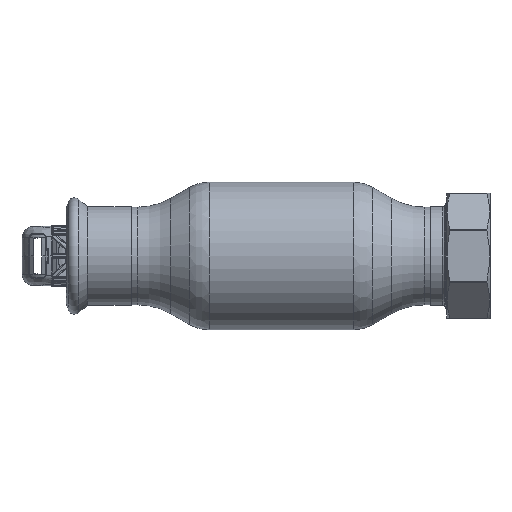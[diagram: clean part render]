
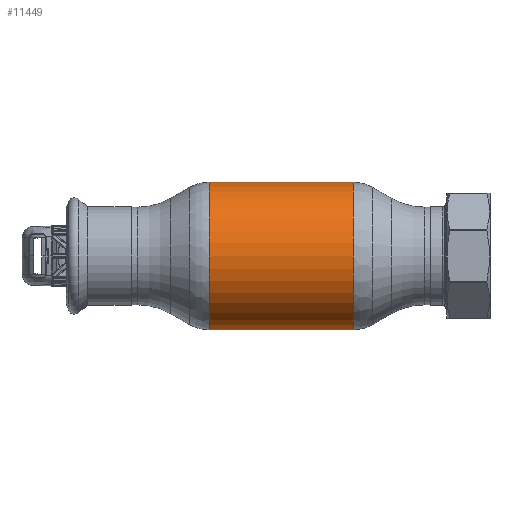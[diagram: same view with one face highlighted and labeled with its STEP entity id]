
A CAD part, front view. The second image highlights one B-rep face of the part: STEP entity #11449.
In plain terms, the highlighted cylindrical face has radius 34 mm (diameter 68 mm), a partial arc.
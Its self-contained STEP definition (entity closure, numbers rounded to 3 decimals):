
#263 = CARTESIAN_POINT ( 'NONE',  ( 62.69, 0., -34. ) ) ;
#603 = ORIENTED_EDGE ( 'NONE', *, *, #53342, .T. ) ;
#760 = VERTEX_POINT ( 'NONE', #22402 ) ;
#910 = AXIS2_PLACEMENT_3D ( 'NONE', #3135, #42423, #48076 ) ;
#1073 = ORIENTED_EDGE ( 'NONE', *, *, #62602, .F. ) ;
#1667 = CARTESIAN_POINT ( 'NONE',  ( 62.69, 0., 34. ) ) ;
#3135 = CARTESIAN_POINT ( 'NONE',  ( -33.177, 0., 0. ) ) ;
#3675 = EDGE_LOOP ( 'NONE', ( #64197, #35125, #603, #1073 ) ) ;
#5766 = LINE ( 'NONE', #263, #51771 ) ;
#6052 = DIRECTION ( 'NONE',  ( 0., 0., -1. ) ) ;
#9433 = CARTESIAN_POINT ( 'NONE',  ( 33.177, 0., 34. ) ) ;
#10274 = AXIS2_PLACEMENT_3D ( 'NONE', #30684, #35891, #6052 ) ;
#11449 = ADVANCED_FACE ( 'NONE', ( #29515 ), #13105, .T. ) ;
#13105 = CYLINDRICAL_SURFACE ( 'NONE', #25364, 34. ) ;
#14927 = CIRCLE ( 'NONE', #910, 34. ) ;
#18505 = EDGE_CURVE ( 'NONE', #760, #64618, #14927, .T. ) ;
#20030 = DIRECTION ( 'NONE',  ( 0., 0., -1. ) ) ;
#22402 = CARTESIAN_POINT ( 'NONE',  ( -33.177, 0., 34. ) ) ;
#25364 = AXIS2_PLACEMENT_3D ( 'NONE', #54513, #34675, #20030 ) ;
#29515 = FACE_OUTER_BOUND ( 'NONE', #3675, .T. ) ;
#30684 = CARTESIAN_POINT ( 'NONE',  ( 33.177, 0., 0. ) ) ;
#32405 = LINE ( 'NONE', #1667, #49569 ) ;
#32716 = CARTESIAN_POINT ( 'NONE',  ( 33.177, 0., -34. ) ) ;
#34512 = EDGE_CURVE ( 'NONE', #760, #42015, #32405, .T. ) ;
#34675 = DIRECTION ( 'NONE',  ( 1., 0., 0. ) ) ;
#35125 = ORIENTED_EDGE ( 'NONE', *, *, #18505, .T. ) ;
#35364 = DIRECTION ( 'NONE',  ( 1., 0., 0. ) ) ;
#35891 = DIRECTION ( 'NONE',  ( 1., 0., 0. ) ) ;
#42015 = VERTEX_POINT ( 'NONE', #9433 ) ;
#42423 = DIRECTION ( 'NONE',  ( 1., 0., 0. ) ) ;
#46181 = DIRECTION ( 'NONE',  ( 1., 0., 0. ) ) ;
#46979 = CIRCLE ( 'NONE', #10274, 34. ) ;
#48076 = DIRECTION ( 'NONE',  ( 0., 0., -1. ) ) ;
#49569 = VECTOR ( 'NONE', #46181, 1000. ) ;
#51771 = VECTOR ( 'NONE', #35364, 1000. ) ;
#53342 = EDGE_CURVE ( 'NONE', #64618, #60967, #5766, .T. ) ;
#54513 = CARTESIAN_POINT ( 'NONE',  ( 62.69, 0., 0. ) ) ;
#58205 = CARTESIAN_POINT ( 'NONE',  ( -33.177, 0., -34. ) ) ;
#60967 = VERTEX_POINT ( 'NONE', #32716 ) ;
#62602 = EDGE_CURVE ( 'NONE', #42015, #60967, #46979, .T. ) ;
#64197 = ORIENTED_EDGE ( 'NONE', *, *, #34512, .F. ) ;
#64618 = VERTEX_POINT ( 'NONE', #58205 ) ;
